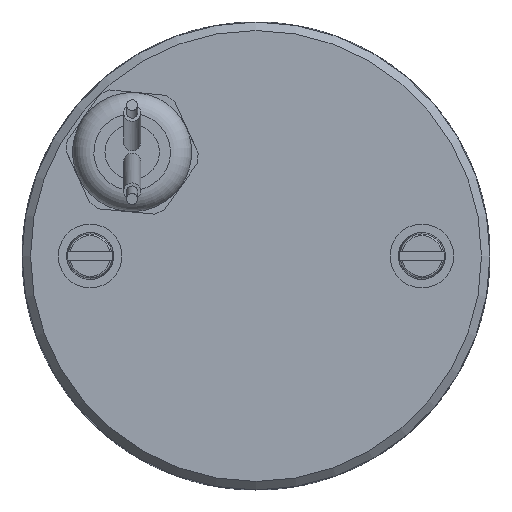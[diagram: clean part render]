
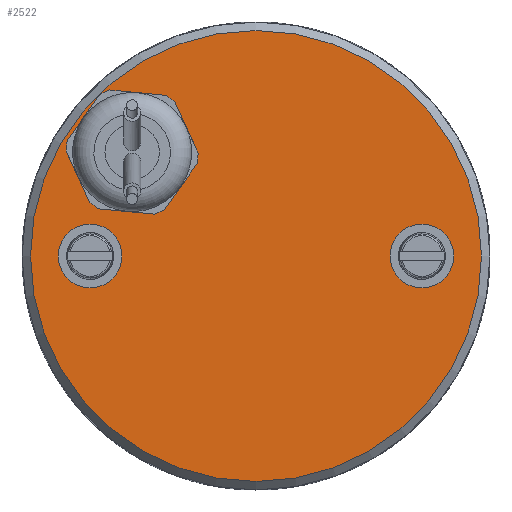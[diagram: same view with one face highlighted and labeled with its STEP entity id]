
A CAD part, left-side view. The second image highlights one B-rep face of the part: STEP entity #2522.
In plain terms, the highlighted planar face has unit normal (-1, 0, 0).
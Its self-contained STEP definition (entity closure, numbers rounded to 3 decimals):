
#14 = CARTESIAN_POINT ( 'NONE',  ( -13., 17.168, 19.509 ) ) ;
#53 = AXIS2_PLACEMENT_3D ( 'NONE', #130, #128, #127 ) ;
#57 = CIRCLE ( 'NONE', #53, 3.75 ) ;
#70 = DIRECTION ( 'NONE',  ( 0., -0.995, -0.095 ) ) ;
#71 = CARTESIAN_POINT ( 'NONE',  ( -13., 17.92, 19.581 ) ) ;
#72 = LINE ( 'NONE', #71, #2247 ) ;
#78 = CARTESIAN_POINT ( 'NONE',  ( -13., 6.93, 10.828 ) ) ;
#127 = DIRECTION ( 'NONE',  ( 0., 0., 1. ) ) ;
#128 = DIRECTION ( 'NONE',  ( -1., 0., 0. ) ) ;
#130 = CARTESIAN_POINT ( 'NONE',  ( -13., 19.5, 0. ) ) ;
#156 = CARTESIAN_POINT ( 'NONE',  ( -13., 6.806, 12.096 ) ) ;
#161 = DIRECTION ( 'NONE',  ( 0., -0.415, -0.91 ) ) ;
#163 = DIRECTION ( 'NONE',  ( 1., 0., 0. ) ) ;
#164 = CARTESIAN_POINT ( 'NONE',  ( -13., 14.555, 12.213 ) ) ;
#182 = DIRECTION ( 'NONE',  ( 0., 0.415, 0.91 ) ) ;
#183 = CARTESIAN_POINT ( 'NONE',  ( -13., 22.608, 12.997 ) ) ;
#187 = LINE ( 'NONE', #183, #305 ) ;
#255 = AXIS2_PLACEMENT_3D ( 'NONE', #164, #163, #161 ) ;
#279 = DIRECTION ( 'NONE',  ( 1., 0., 0. ) ) ;
#297 = CIRCLE ( 'NONE', #255, 7.75 ) ;
#305 = VECTOR ( 'NONE', #182, 1000. ) ;
#373 = DIRECTION ( 'NONE',  ( 0., -0.415, -0.91 ) ) ;
#374 = DIRECTION ( 'NONE',  ( 1., 0., 0. ) ) ;
#377 = CARTESIAN_POINT ( 'NONE',  ( -13., 14.555, 12.213 ) ) ;
#393 = EDGE_CURVE ( 'Defeature ausgef�hrt1_37+Defeature ausgef�hrt1_4+Defeature ausgef�hrt1_26+Defeature ausgef�hrt1_31', #1291, #1840, #1700, .T. ) ;
#414 = CARTESIAN_POINT ( 'NONE',  ( -13., 18.358, 18.966 ) ) ;
#473 = EDGE_CURVE ( 'Defeature ausgef�hrt1_37+Defeature ausgef�hrt1_2+Defeature ausgef�hrt1_29+Defeature ausgef�hrt1_28', #1200, #1164, #2503, .T. ) ;
#474 = CARTESIAN_POINT ( 'NONE',  ( -13., 10.752, 5.46 ) ) ;
#476 = CARTESIAN_POINT ( 'NONE',  ( -13., 22.18, 13.598 ) ) ;
#482 = CARTESIAN_POINT ( 'NONE',  ( -13., 11.942, 4.917 ) ) ;
#518 = DIRECTION ( 'NONE',  ( 0., -0.415, -0.91 ) ) ;
#573 = FACE_BOUND ( 'NONE', #1846, .T. ) ;
#579 = FACE_BOUND ( 'NONE', #1747, .T. ) ;
#592 = FACE_BOUND ( 'NONE', #2063, .T. ) ;
#603 = FACE_OUTER_BOUND ( 'NONE', #1220, .T. ) ;
#613 = DIRECTION ( 'NONE',  ( 0., 0.58, -0.815 ) ) ;
#615 = CARTESIAN_POINT ( 'NONE',  ( -13., 6.501, 11.429 ) ) ;
#616 = LINE ( 'NONE', #615, #1187 ) ;
#619 = PLANE ( 'NONE',  #1723 ) ;
#622 = EDGE_CURVE ( 'Defeature ausgef�hrt1_37+Defeature ausgef�hrt1_1+Defeature ausgef�hrt1_30+Defeature ausgef�hrt1_29', #1660, #1772, #1554, .T. ) ;
#627 = CARTESIAN_POINT ( 'NONE',  ( -13., 0., 0. ) ) ;
#634 = DIRECTION ( 'NONE',  ( 1., 0., 0. ) ) ;
#642 = DIRECTION ( 'NONE',  ( 0., 0., -1. ) ) ;
#754 = AXIS2_PLACEMENT_3D ( 'NONE', #377, #374, #373 ) ;
#755 = CIRCLE ( 'NONE', #754, 7.75 ) ;
#768 = DIRECTION ( 'NONE',  ( 0., -0.415, -0.91 ) ) ;
#773 = DIRECTION ( 'NONE',  ( 1., 0., 0. ) ) ;
#774 = CARTESIAN_POINT ( 'NONE',  ( -13., 14.555, 12.213 ) ) ;
#847 = AXIS2_PLACEMENT_3D ( 'NONE', #881, #877, #876 ) ;
#862 = CARTESIAN_POINT ( 'NONE',  ( -13., 17.92, 19.581 ) ) ;
#876 = DIRECTION ( 'NONE',  ( 0., -0.415, -0.91 ) ) ;
#877 = DIRECTION ( 'NONE',  ( 1., 0., 0. ) ) ;
#881 = CARTESIAN_POINT ( 'NONE',  ( -13., 14.555, 12.213 ) ) ;
#915 = DIRECTION ( 'NONE',  ( 0., -0.415, -0.91 ) ) ;
#920 = DIRECTION ( 'NONE',  ( 0., -0.415, -0.91 ) ) ;
#922 = DIRECTION ( 'NONE',  ( 1., 0., 0. ) ) ;
#923 = CARTESIAN_POINT ( 'NONE',  ( -13., 14.555, 12.213 ) ) ;
#925 = EDGE_CURVE ( 'Defeature ausgef�hrt1_37+Defeature ausgef�hrt1_29+Defeature ausgef�hrt1_1+Defeature ausgef�hrt1_2', #1772, #1200, #616, .T. ) ;
#933 = CARTESIAN_POINT ( 'NONE',  ( -13., 9.874, 18.813 ) ) ;
#937 = CARTESIAN_POINT ( 'NONE',  ( -13., 19.54, 6.279 ) ) ;
#947 = LINE ( 'NONE', #933, #2425 ) ;
#1155 = VERTEX_POINT ( 'NONE', #1162 ) ;
#1162 = CARTESIAN_POINT ( 'NONE',  ( -13., 19.5, 3.75 ) ) ;
#1164 = VERTEX_POINT ( 'NONE', #482 ) ;
#1168 = ORIENTED_EDGE ( 'NONE', *, *, #622, .T. ) ;
#1176 = VERTEX_POINT ( 'NONE', #476 ) ;
#1180 = ORIENTED_EDGE ( 'NONE', *, *, #925, .T. ) ;
#1187 = VECTOR ( 'NONE', #613, 1000. ) ;
#1200 = VERTEX_POINT ( 'NONE', #474 ) ;
#1220 = EDGE_LOOP ( 'NONE', ( #1221 ) ) ;
#1221 = ORIENTED_EDGE ( 'NONE', *, *, #2253, .T. ) ;
#1248 = ORIENTED_EDGE ( 'NONE', *, *, #1781, .T. ) ;
#1291 = VERTEX_POINT ( 'NONE', #414 ) ;
#1310 = ORIENTED_EDGE ( 'NONE', *, *, #1654, .T. ) ;
#1325 = VERTEX_POINT ( 'NONE', #1333 ) ;
#1327 = ORIENTED_EDGE ( 'NONE', *, *, #1897, .T. ) ;
#1333 = CARTESIAN_POINT ( 'NONE',  ( -13., 0., -26.5 ) ) ;
#1336 = EDGE_CURVE ( 'Defeature ausgef�hrt1_37+Defeature ausgef�hrt1_3+Defeature ausgef�hrt1_28+Defeature ausgef�hrt1_27', #1876, #2165, #755, .T. ) ;
#1369 = ORIENTED_EDGE ( 'NONE', *, *, #2402, .T. ) ;
#1378 = VERTEX_POINT ( 'NONE', #1387 ) ;
#1383 = ORIENTED_EDGE ( 'NONE', *, *, #393, .T. ) ;
#1387 = CARTESIAN_POINT ( 'NONE',  ( -13., -19.5, -3.75 ) ) ;
#1440 = ORIENTED_EDGE ( 'NONE', *, *, #1609, .T. ) ;
#1445 = ORIENTED_EDGE ( 'NONE', *, *, #473, .T. ) ;
#1446 = ORIENTED_EDGE ( 'NONE', *, *, #2334, .F. ) ;
#1514 = AXIS2_PLACEMENT_3D ( 'NONE', #774, #773, #768 ) ;
#1541 = DIRECTION ( 'NONE',  ( -1., 0., 0. ) ) ;
#1552 = ORIENTED_EDGE ( 'NONE', *, *, #2348, .T. ) ;
#1554 = CIRCLE ( 'NONE', #1514, 7.75 ) ;
#1571 = ORIENTED_EDGE ( 'NONE', *, *, #2257, .T. ) ;
#1577 = ORIENTED_EDGE ( 'NONE', *, *, #1336, .T. ) ;
#1581 = ORIENTED_EDGE ( 'NONE', *, *, #1721, .F. ) ;
#1609 = EDGE_CURVE ( 'Defeature ausgef�hrt1_37+Defeature ausgef�hrt1_27+Defeature ausgef�hrt1_3+Defeature ausgef�hrt1_5', #2165, #1877, #187, .T. ) ;
#1654 = EDGE_CURVE ( 'Defeature ausgef�hrt1_37+Defeature ausgef�hrt1_0+Defeature ausgef�hrt1_31+Defeature ausgef�hrt1_30', #2004, #1980, #297, .T. ) ;
#1660 = VERTEX_POINT ( 'NONE', #156 ) ;
#1700 = CIRCLE ( 'NONE', #2124, 7.75 ) ;
#1721 = EDGE_CURVE ( 'NONE', #1155, #1155, #57, .T. ) ;
#1723 = AXIS2_PLACEMENT_3D ( 'NONE', #627, #634, #642 ) ;
#1747 = EDGE_LOOP ( 'NONE', ( #1581 ) ) ;
#1772 = VERTEX_POINT ( 'NONE', #78 ) ;
#1781 = EDGE_CURVE ( 'Defeature ausgef�hrt1_37+Defeature ausgef�hrt1_31+Defeature ausgef�hrt1_4+Defeature ausgef�hrt1_0', #1840, #2004, #72, .T. ) ;
#1788 = CIRCLE ( 'NONE', #2512, 26.5 ) ;
#1840 = VERTEX_POINT ( 'NONE', #14 ) ;
#1846 = EDGE_LOOP ( 'NONE', ( #1446 ) ) ;
#1849 = DIRECTION ( 'NONE',  ( 0., -0.58, 0.815 ) ) ;
#1876 = VERTEX_POINT ( 'NONE', #2007 ) ;
#1877 = VERTEX_POINT ( 'NONE', #2478 ) ;
#1897 = EDGE_CURVE ( 'Defeature ausgef�hrt1_37+Defeature ausgef�hrt1_26+Defeature ausgef�hrt1_5+Defeature ausgef�hrt1_4', #1176, #1291, #2508, .T. ) ;
#1914 = DIRECTION ( 'NONE',  ( 0., 0.995, 0.095 ) ) ;
#1928 = CARTESIAN_POINT ( 'NONE',  ( -13., 19.236, 5.613 ) ) ;
#1935 = LINE ( 'NONE', #1928, #2345 ) ;
#1976 = DIRECTION ( 'NONE',  ( 0., 0., -1. ) ) ;
#1980 = VERTEX_POINT ( 'NONE', #2039 ) ;
#1983 = VECTOR ( 'NONE', #1849, 1000. ) ;
#1998 = DIRECTION ( 'NONE',  ( -1., 0., 0. ) ) ;
#2004 = VERTEX_POINT ( 'NONE', #2228 ) ;
#2007 = CARTESIAN_POINT ( 'NONE',  ( -13., 18.501, 5.543 ) ) ;
#2012 = CARTESIAN_POINT ( 'NONE',  ( -13., -19.5, 0. ) ) ;
#2039 = CARTESIAN_POINT ( 'NONE',  ( -13., 9.569, 18.146 ) ) ;
#2063 = EDGE_LOOP ( 'NONE', ( #1552, #1577, #1440, #1571, #1327, #1383, #1248, #1310, #1369, #1168, #1180, #1445 ) ) ;
#2124 = AXIS2_PLACEMENT_3D ( 'NONE', #923, #922, #920 ) ;
#2165 = VERTEX_POINT ( 'NONE', #937 ) ;
#2225 = AXIS2_PLACEMENT_3D ( 'NONE', #2296, #279, #518 ) ;
#2227 = CIRCLE ( 'NONE', #2225, 7.75 ) ;
#2228 = CARTESIAN_POINT ( 'NONE',  ( -13., 10.608, 18.883 ) ) ;
#2247 = VECTOR ( 'NONE', #70, 1000. ) ;
#2253 = EDGE_CURVE ( 'NONE', #1325, #1325, #1788, .T. ) ;
#2257 = EDGE_CURVE ( 'Defeature ausgef�hrt1_37+Defeature ausgef�hrt1_5+Defeature ausgef�hrt1_27+Defeature ausgef�hrt1_26', #1877, #1176, #2227, .T. ) ;
#2296 = CARTESIAN_POINT ( 'NONE',  ( -13., 14.555, 12.213 ) ) ;
#2299 = CARTESIAN_POINT ( 'NONE',  ( -13., 0., 0. ) ) ;
#2320 = CIRCLE ( 'NONE', #2327, 3.75 ) ;
#2327 = AXIS2_PLACEMENT_3D ( 'NONE', #2012, #1998, #1976 ) ;
#2334 = EDGE_CURVE ( 'NONE', #1378, #1378, #2320, .T. ) ;
#2345 = VECTOR ( 'NONE', #1914, 1000. ) ;
#2348 = EDGE_CURVE ( 'Defeature ausgef�hrt1_37+Defeature ausgef�hrt1_28+Defeature ausgef�hrt1_2+Defeature ausgef�hrt1_3', #1164, #1876, #1935, .T. ) ;
#2384 = DIRECTION ( 'NONE',  ( 0., 0., -1. ) ) ;
#2402 = EDGE_CURVE ( 'Defeature ausgef�hrt1_37+Defeature ausgef�hrt1_30+Defeature ausgef�hrt1_0+Defeature ausgef�hrt1_1', #1980, #1660, #947, .T. ) ;
#2425 = VECTOR ( 'NONE', #915, 1000. ) ;
#2478 = CARTESIAN_POINT ( 'NONE',  ( -13., 22.304, 12.33 ) ) ;
#2503 = CIRCLE ( 'NONE', #847, 7.75 ) ;
#2508 = LINE ( 'NONE', #862, #1983 ) ;
#2512 = AXIS2_PLACEMENT_3D ( 'NONE', #2299, #1541, #2384 ) ;
#2522 = ADVANCED_FACE ( 'Defeature ausgef�hrt1_37', ( #573, #579, #592, #603 ), #619, .F. ) ;
